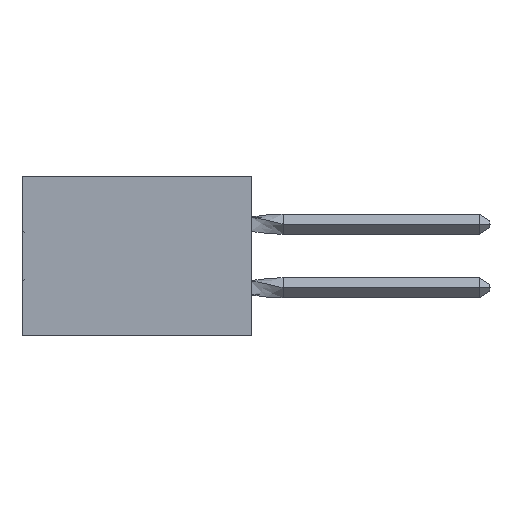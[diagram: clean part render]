
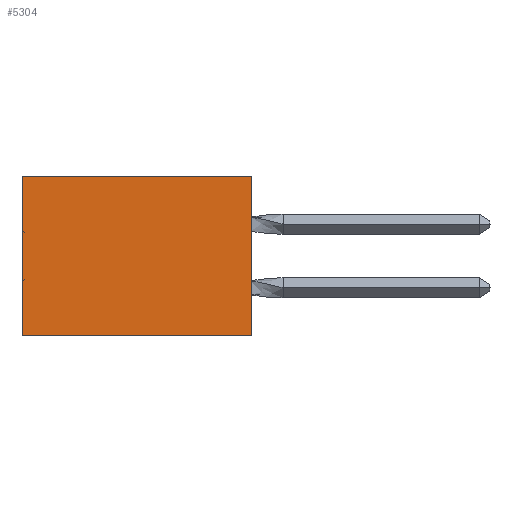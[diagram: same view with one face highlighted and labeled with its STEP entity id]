
A CAD part, left-side view. The second image highlights one B-rep face of the part: STEP entity #5304.
In plain terms, the highlighted planar face has unit normal (-1, 0, 0).
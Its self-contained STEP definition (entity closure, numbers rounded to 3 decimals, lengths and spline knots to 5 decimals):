
#2177 = LINE ( 'NONE', #48686, #40015 ) ;
#2514 = CARTESIAN_POINT ( 'NONE',  ( 0.305, 0., 0. ) ) ;
#4175 = VERTEX_POINT ( 'NONE', #44227 ) ;
#5304 = ADVANCED_FACE ( 'NONE', ( #8996 ), #10951, .F. ) ;
#5376 = ORIENTED_EDGE ( 'NONE', *, *, #10536, .F. ) ;
#8800 = DIRECTION ( 'NONE',  ( 0., 0., -1. ) ) ;
#8848 = EDGE_CURVE ( 'NONE', #37226, #50932, #14168, .T. ) ;
#8996 = FACE_OUTER_BOUND ( 'NONE', #12224, .T. ) ;
#9324 = ORIENTED_EDGE ( 'NONE', *, *, #52103, .F. ) ;
#10536 = EDGE_CURVE ( 'NONE', #37226, #53393, #2177, .T. ) ;
#10951 = PLANE ( 'NONE',  #46730 ) ;
#12224 = EDGE_LOOP ( 'NONE', ( #18042, #9324, #5376, #25425 ) ) ;
#14168 = LINE ( 'NONE', #2514, #43495 ) ;
#16347 = CARTESIAN_POINT ( 'NONE',  ( 0.305, 0., -0.5 ) ) ;
#16629 = LINE ( 'NONE', #40153, #45319 ) ;
#18042 = ORIENTED_EDGE ( 'NONE', *, *, #32900, .T. ) ;
#19650 = VECTOR ( 'NONE', #52937, 39.37008 ) ;
#25425 = ORIENTED_EDGE ( 'NONE', *, *, #8848, .T. ) ;
#26999 = DIRECTION ( 'NONE',  ( 0., 0., -1. ) ) ;
#27716 = DIRECTION ( 'NONE',  ( 1., 0., 0. ) ) ;
#32198 = DIRECTION ( 'NONE',  ( 0., 1., 0. ) ) ;
#32900 = EDGE_CURVE ( 'NONE', #50932, #4175, #16629, .T. ) ;
#35780 = CARTESIAN_POINT ( 'NONE',  ( 0.305, 0., -0.5 ) ) ;
#37226 = VERTEX_POINT ( 'NONE', #45433 ) ;
#40015 = VECTOR ( 'NONE', #40470, 39.37008 ) ;
#40141 = CARTESIAN_POINT ( 'NONE',  ( 0.305, 0., -0.5 ) ) ;
#40153 = CARTESIAN_POINT ( 'NONE',  ( 0.305, 0.72, -0.5 ) ) ;
#40470 = DIRECTION ( 'NONE',  ( 0., 0., -1. ) ) ;
#40648 = CARTESIAN_POINT ( 'NONE',  ( 0.305, 0.72, 0. ) ) ;
#43495 = VECTOR ( 'NONE', #32198, 39.37008 ) ;
#44227 = CARTESIAN_POINT ( 'NONE',  ( 0.305, 0.72, -0.5 ) ) ;
#45319 = VECTOR ( 'NONE', #8800, 39.37008 ) ;
#45433 = CARTESIAN_POINT ( 'NONE',  ( 0.305, 0., 0. ) ) ;
#46730 = AXIS2_PLACEMENT_3D ( 'NONE', #40141, #27716, #26999 ) ;
#48686 = CARTESIAN_POINT ( 'NONE',  ( 0.305, 0., -0.5 ) ) ;
#50932 = VERTEX_POINT ( 'NONE', #40648 ) ;
#51678 = LINE ( 'NONE', #35780, #19650 ) ;
#52103 = EDGE_CURVE ( 'NONE', #53393, #4175, #51678, .T. ) ;
#52937 = DIRECTION ( 'NONE',  ( 0., 1., 0. ) ) ;
#53393 = VERTEX_POINT ( 'NONE', #16347 ) ;
